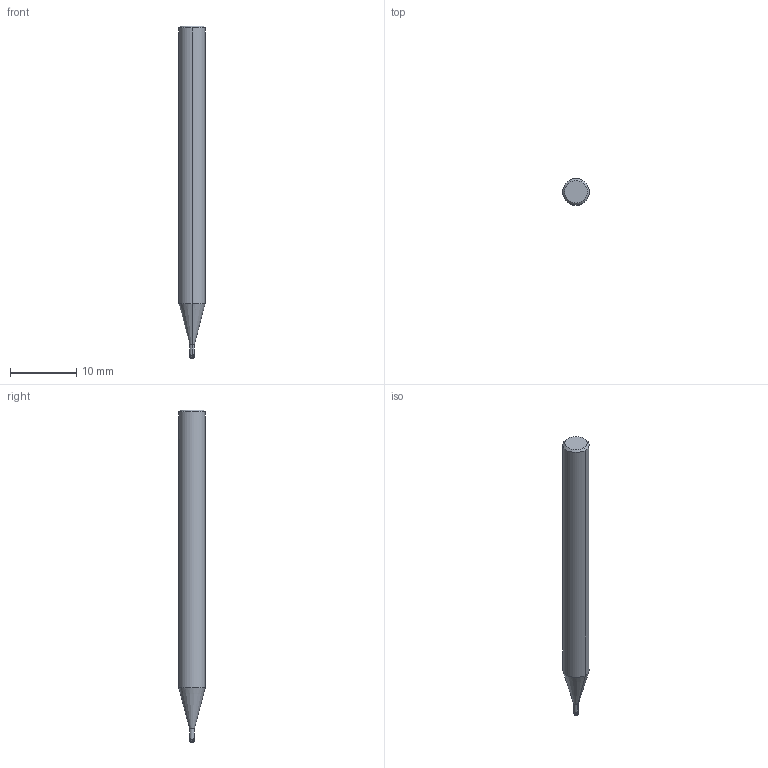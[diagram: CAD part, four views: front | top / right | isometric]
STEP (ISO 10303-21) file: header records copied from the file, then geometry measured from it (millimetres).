
FILE_DESCRIPTION(('no description'),'unknown implementation level');
FILE_NAME('solidoMVnY_YQvHsNN0P8JthQGxhgvqs_1.STP',' ',('CIM GmbH Aachen'),('CADClick - KiM GmbH - www.kimweb.de'),'unknown preprocess','ACIS','unknown authorization');
FILE_SCHEMA(('automotive_design'));
Length unit declared in the file: millimetre
Products named in the file (2): 1; 2
Bounding box: 4 x 4 x 50 mm (x, y, z)
Volume: 556.9 mm3; surface area: 589.8 mm2
Topology: 2 solids, 2 shells, 101 faces, 291 edges, 194 vertices
Faces by surface type: plane 40, bspline 20, cylinder 17, revolution 12, cone 8, torus 4
Entity records: 10187 total; most frequent: CARTESIAN_POINT 4449, STYLED_ITEM 588, PRESENTATION_STYLE_ASSIGNMENT 588, COLOUR_RGB 588, ORIENTED_EDGE 582, DIRECTION 422, EDGE_CURVE 291, CURVE_STYLE 291
